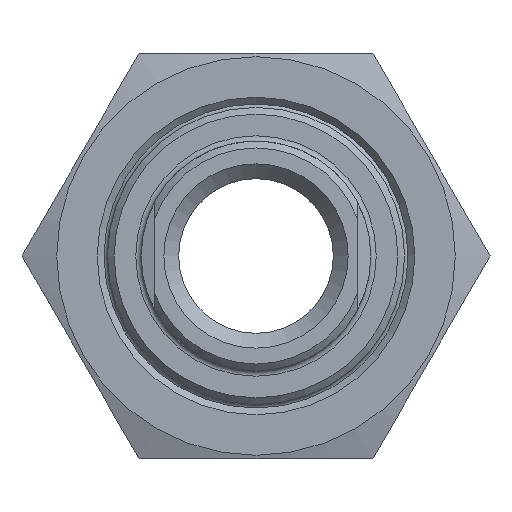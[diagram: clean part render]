
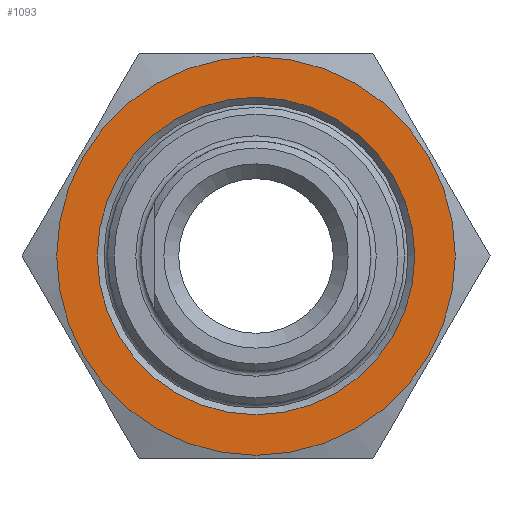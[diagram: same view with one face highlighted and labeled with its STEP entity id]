
A CAD part, left-side view. The second image highlights one B-rep face of the part: STEP entity #1093.
In plain terms, the highlighted planar face has unit normal (-1, 0, 0).
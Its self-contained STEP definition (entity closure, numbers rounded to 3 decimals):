
#75=FACE_BOUND('',#208,.T.);
#91=PLANE('',#1245);
#136=FACE_OUTER_BOUND('',#207,.T.);
#207=EDGE_LOOP('',(#785));
#208=EDGE_LOOP('',(#786));
#382=CIRCLE('',#1235,14.75);
#383=CIRCLE('',#1240,11.75);
#480=VERTEX_POINT('',#1847);
#481=VERTEX_POINT('',#1858);
#591=EDGE_CURVE('',#480,#480,#382,.T.);
#596=EDGE_CURVE('',#481,#481,#383,.T.);
#785=ORIENTED_EDGE('',*,*,#591,.T.);
#786=ORIENTED_EDGE('',*,*,#596,.F.);
#1093=ADVANCED_FACE('',(#136,#75),#91,.F.);
#1235=AXIS2_PLACEMENT_3D('',#1849,#1420,#1421);
#1240=AXIS2_PLACEMENT_3D('',#1859,#1434,#1435);
#1245=AXIS2_PLACEMENT_3D('',#1869,#1446,#1447);
#1420=DIRECTION('center_axis',(-1.,0.,0.));
#1421=DIRECTION('ref_axis',(0.,1.,0.));
#1434=DIRECTION('center_axis',(-1.,0.,0.));
#1435=DIRECTION('ref_axis',(0.,-1.,0.));
#1446=DIRECTION('center_axis',(1.,0.,0.));
#1447=DIRECTION('ref_axis',(0.,0.,-1.));
#1847=CARTESIAN_POINT('',(-15.,-14.75,0.));
#1849=CARTESIAN_POINT('Origin',(-15.,0.,0.));
#1858=CARTESIAN_POINT('',(-15.,11.75,0.));
#1859=CARTESIAN_POINT('Origin',(-15.,0.,0.));
#1869=CARTESIAN_POINT('Origin',(-15.,0.,0.));
